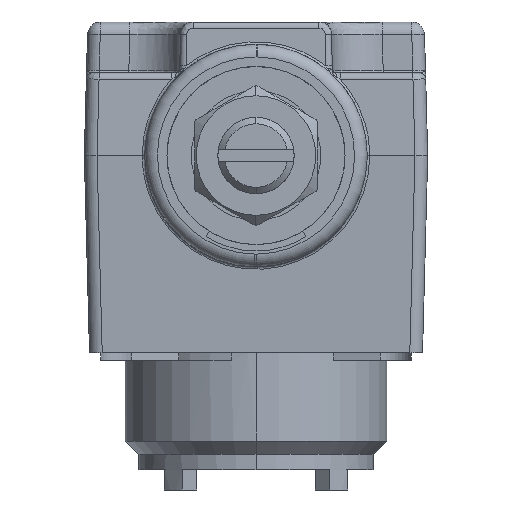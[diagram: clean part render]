
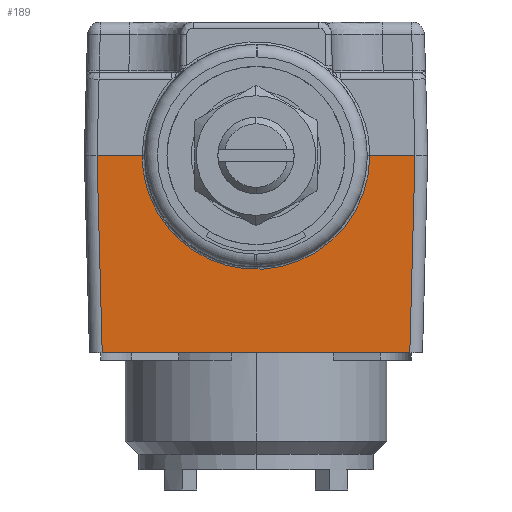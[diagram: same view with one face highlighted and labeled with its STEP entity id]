
A CAD part, front view. The second image highlights one B-rep face of the part: STEP entity #189.
In plain terms, the highlighted planar face has unit normal (0, -1, -0.026).
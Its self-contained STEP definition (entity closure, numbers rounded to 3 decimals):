
#189=ADVANCED_FACE('',(#661),#662,.T.);
#661=FACE_OUTER_BOUND('',#1818,.T.);
#662=PLANE('',#1819);
#1818=EDGE_LOOP('',(#4802,#4803,#4804,#4805,#4806,#4807,#4808,#4809));
#1819=AXIS2_PLACEMENT_3D('',#4810,#4811,#4812);
#4802=ORIENTED_EDGE('',*,*,#6851,.F.);
#4803=ORIENTED_EDGE('',*,*,#6869,.T.);
#4804=ORIENTED_EDGE('',*,*,#6870,.T.);
#4805=ORIENTED_EDGE('',*,*,#6871,.F.);
#4806=ORIENTED_EDGE('',*,*,#6860,.F.);
#4807=ORIENTED_EDGE('',*,*,#6872,.T.);
#4808=ORIENTED_EDGE('',*,*,#6612,.F.);
#4809=ORIENTED_EDGE('',*,*,#6868,.F.);
#4810=CARTESIAN_POINT('',(-13.5,-29.5,15.5));
#4811=DIRECTION('',(0.0,-1.,-0.026));
#4812=DIRECTION('',(1.0,0.0,0.0));
#6612=EDGE_CURVE('',#7625,#7627,#7628,.T.);
#6851=EDGE_CURVE('',#7945,#8011,#8012,.T.);
#6860=EDGE_CURVE('',#8026,#8028,#8029,.T.);
#6868=EDGE_CURVE('',#8011,#7625,#8039,.T.);
#6869=EDGE_CURVE('',#7945,#8040,#8041,.T.);
#6870=EDGE_CURVE('',#8040,#8042,#8043,.T.);
#6871=EDGE_CURVE('',#8028,#8042,#8044,.T.);
#6872=EDGE_CURVE('',#8026,#7627,#8045,.T.);
#7625=VERTEX_POINT('',#9323);
#7627=VERTEX_POINT('',#9331);
#7628=LINE('',#9332,#9333);
#7945=VERTEX_POINT('',#9906);
#8011=VERTEX_POINT('',#10087);
#8012=LINE('',#10088,#10089);
#8026=VERTEX_POINT('',#10127);
#8028=VERTEX_POINT('',#10130);
#8029=LINE('',#10131,#10132);
#8039=LINE('',#10181,#10182);
#8040=VERTEX_POINT('',#10183);
#8041=B_SPLINE_CURVE_WITH_KNOTS('',3,(#10184,#10185,#10186,#10187,#10188,#10189,#10190,#10191,#10192,#10193,#10194,#10195,#10196,#10197,#10198),.UNSPECIFIED.,.F.,.F.,(4,1,1,1,1,1,1,1,1,1,1,1,4),(0.0,0.083,0.167,0.25,0.333,0.417,0.5,0.583,0.667,0.75,0.833,0.917,1.0),.UNSPECIFIED.);
#8042=VERTEX_POINT('',#10199);
#8043=B_SPLINE_CURVE_WITH_KNOTS('',3,(#10200,#10201,#10202,#10203,#10204,#10205,#10206,#10207,#10208,#10209,#10210,#10211,#10212,#10213,#10214,#10215,#10216,#10217,#10218,#10219,#10220,#10221,#10222,#10223,#10224,#10225),.UNSPECIFIED.,.F.,.F.,(4,1,1,1,1,1,1,1,1,1,1,1,1,1,1,1,1,1,1,1,1,1,1,4),(0.0,0.043,0.087,0.13,0.174,0.217,0.261,0.304,0.348,0.391,0.435,0.478,0.522,0.565,0.609,0.652,0.696,0.739,0.783,0.826,0.87,0.913,0.957,1.0),.UNSPECIFIED.);
#8044=B_SPLINE_CURVE_WITH_KNOTS('',3,(#10226,#10227,#10228,#10229,#10230),.UNSPECIFIED.,.F.,.F.,(4,1,4),(0.0,0.5,1.0),.UNSPECIFIED.);
#8045=LINE('',#10231,#10232);
#9323=CARTESIAN_POINT('',(12.094,-29.094,0.0));
#9331=CARTESIAN_POINT('',(-12.094,-29.094,0.0));
#9332=CARTESIAN_POINT('',(12.094,-29.094,0.0));
#9333=VECTOR('',#11968,24.189);
#9906=CARTESIAN_POINT('',(8.95,-29.5,15.5));
#10087=CARTESIAN_POINT('',(12.5,-29.5,15.5));
#10088=CARTESIAN_POINT('',(8.95,-29.5,15.5));
#10089=VECTOR('',#12358,3.55);
#10127=CARTESIAN_POINT('',(-12.5,-29.5,15.5));
#10130=CARTESIAN_POINT('',(-8.945,-29.5,15.5));
#10131=CARTESIAN_POINT('',(-12.5,-29.5,15.5));
#10132=VECTOR('',#12364,3.556);
#10181=CARTESIAN_POINT('',(12.5,-29.5,15.5));
#10182=VECTOR('',#12370,15.511);
#10183=CARTESIAN_POINT('',(4.661,-29.3,7.865));
#10184=CARTESIAN_POINT('',(8.95,-29.5,15.5));
#10185=CARTESIAN_POINT('',(8.95,-29.493,15.243));
#10186=CARTESIAN_POINT('',(8.927,-29.48,14.733));
#10187=CARTESIAN_POINT('',(8.83,-29.46,13.978));
#10188=CARTESIAN_POINT('',(8.668,-29.441,13.232));
#10189=CARTESIAN_POINT('',(8.443,-29.422,12.503));
#10190=CARTESIAN_POINT('',(8.157,-29.403,11.796));
#10191=CARTESIAN_POINT('',(7.812,-29.385,11.116));
#10192=CARTESIAN_POINT('',(7.41,-29.368,10.467));
#10193=CARTESIAN_POINT('',(6.955,-29.352,9.855));
#10194=CARTESIAN_POINT('',(6.449,-29.337,9.284));
#10195=CARTESIAN_POINT('',(5.896,-29.323,8.757));
#10196=CARTESIAN_POINT('',(5.3,-29.311,8.28));
#10197=CARTESIAN_POINT('',(4.879,-29.304,7.998));
#10198=CARTESIAN_POINT('',(4.661,-29.3,7.865));
#10199=CARTESIAN_POINT('',(-8.95,-29.5,15.495));
#10200=CARTESIAN_POINT('',(4.661,-29.3,7.865));
#10201=CARTESIAN_POINT('',(4.432,-29.296,7.725));
#10202=CARTESIAN_POINT('',(3.962,-29.29,7.466));
#10203=CARTESIAN_POINT('',(3.223,-29.281,7.143));
#10204=CARTESIAN_POINT('',(2.459,-29.274,6.887));
#10205=CARTESIAN_POINT('',(1.675,-29.27,6.701));
#10206=CARTESIAN_POINT('',(0.877,-29.267,6.586));
#10207=CARTESIAN_POINT('',(0.073,-29.265,6.543));
#10208=CARTESIAN_POINT('',(-0.731,-29.266,6.573));
#10209=CARTESIAN_POINT('',(-1.533,-29.269,6.675));
#10210=CARTESIAN_POINT('',(-2.319,-29.273,6.849));
#10211=CARTESIAN_POINT('',(-3.077,-29.28,7.088));
#10212=CARTESIAN_POINT('',(-3.823,-29.288,7.399));
#10213=CARTESIAN_POINT('',(-4.566,-29.298,7.792));
#10214=CARTESIAN_POINT('',(-5.292,-29.311,8.27));
#10215=CARTESIAN_POINT('',(-5.981,-29.325,8.827));
#10216=CARTESIAN_POINT('',(-6.615,-29.342,9.455));
#10217=CARTESIAN_POINT('',(-7.18,-29.36,10.138));
#10218=CARTESIAN_POINT('',(-7.668,-29.379,10.862));
#10219=CARTESIAN_POINT('',(-8.069,-29.398,11.604));
#10220=CARTESIAN_POINT('',(-8.388,-29.417,12.349));
#10221=CARTESIAN_POINT('',(-8.635,-29.437,13.106));
#10222=CARTESIAN_POINT('',(-8.815,-29.458,13.89));
#10223=CARTESIAN_POINT('',(-8.925,-29.479,14.691));
#10224=CARTESIAN_POINT('',(-8.95,-29.493,15.226));
#10225=CARTESIAN_POINT('',(-8.95,-29.5,15.495));
#10226=CARTESIAN_POINT('',(-8.945,-29.5,15.5));
#10227=CARTESIAN_POINT('',(-8.946,-29.5,15.499));
#10228=CARTESIAN_POINT('',(-8.948,-29.5,15.497));
#10229=CARTESIAN_POINT('',(-8.949,-29.5,15.496));
#10230=CARTESIAN_POINT('',(-8.95,-29.5,15.495));
#10231=CARTESIAN_POINT('',(-12.5,-29.5,15.5));
#10232=VECTOR('',#12371,15.511);
#11968=DIRECTION('',(-1.0,0.0,0.0));
#12358=DIRECTION('',(1.,0.,0.));
#12364=DIRECTION('',(1.0,0.0,0.0));
#12370=DIRECTION('',(-0.026,0.026,-0.999));
#12371=DIRECTION('',(0.026,0.026,-0.999));
